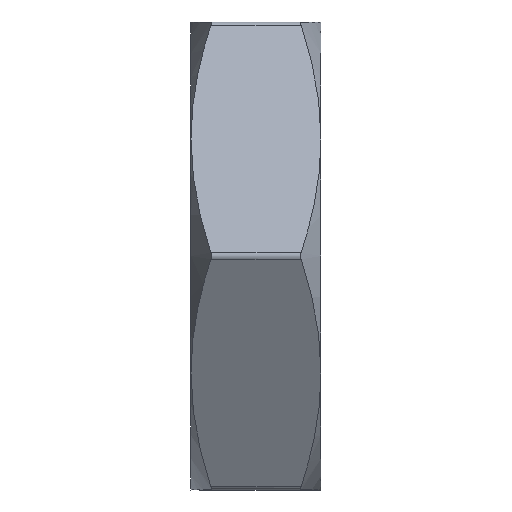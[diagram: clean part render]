
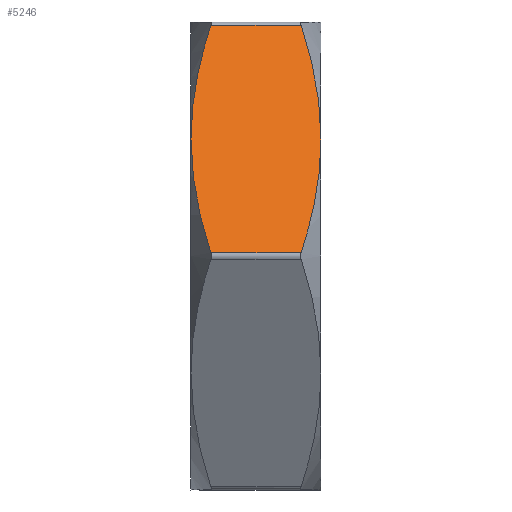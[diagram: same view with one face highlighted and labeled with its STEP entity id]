
A CAD part, left-side view. The second image highlights one B-rep face of the part: STEP entity #5246.
In plain terms, the highlighted planar face has unit normal (-0.866, 0, 0.5).
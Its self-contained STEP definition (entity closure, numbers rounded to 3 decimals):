
#367 = EDGE_CURVE ( 'NONE', #11464, #614, #12959, .T. ) ;
#614 = VERTEX_POINT ( 'NONE', #13413 ) ;
#803 = CARTESIAN_POINT ( 'NONE',  ( -16.449, -5., 7.51 ) ) ;
#1031 = CARTESIAN_POINT ( 'NONE',  ( -12.193, -4.324, 14.881 ) ) ;
#1071 = CARTESIAN_POINT ( 'NONE',  ( -20.64, 5., 0.25 ) ) ;
#1642 = EDGE_CURVE ( 'NONE', #5722, #7053, #6084, .T. ) ;
#1716 = VERTEX_POINT ( 'NONE', #15152 ) ;
#2503 = CARTESIAN_POINT ( 'NONE',  ( -20.785, 5., 0. ) ) ;
#2692 = LINE ( 'NONE', #13779, #3893 ) ;
#2810 = CARTESIAN_POINT ( 'NONE',  ( -13.878, 4.855, 11.962 ) ) ;
#2895 = CARTESIAN_POINT ( 'NONE',  ( -16.447, 4.956, 7.514 ) ) ;
#3360 = CARTESIAN_POINT ( 'NONE',  ( -10.537, 3.475, 17.75 ) ) ;
#3494 = CARTESIAN_POINT ( 'NONE',  ( -13.455, -4.722, 12.696 ) ) ;
#3893 = VECTOR ( 'NONE', #6249, 1000. ) ;
#4181 = CARTESIAN_POINT ( 'NONE',  ( -17.299, 4.825, 6.037 ) ) ;
#4229 = CARTESIAN_POINT ( 'NONE',  ( -15.803, 5., 8.629 ) ) ;
#4722 = CARTESIAN_POINT ( 'NONE',  ( -10.537, -3.475, 17.75 ) ) ;
#5200 = EDGE_CURVE ( 'NONE', #7053, #6128, #2692, .T. ) ;
#5241 = FACE_OUTER_BOUND ( 'NONE', #10647, .T. ) ;
#5246 = ADVANCED_FACE ( 'NONE', ( #5241 ), #11179, .F. ) ;
#5304 = EDGE_CURVE ( 'NONE', #6128, #1716, #7647, .T. ) ;
#5400 = CARTESIAN_POINT ( 'NONE',  ( -15.588, 5., 9. ) ) ;
#5425 = CARTESIAN_POINT ( 'NONE',  ( -16.018, 4.991, 8.256 ) ) ;
#5722 = VERTEX_POINT ( 'NONE', #7434 ) ;
#5850 = CARTESIAN_POINT ( 'NONE',  ( -18.981, -4.326, 3.124 ) ) ;
#6084 = B_SPLINE_CURVE_WITH_KNOTS ( 'NONE', 3,
 ( #8541, #13498, #7228, #12169, #13445, #11005, #3494, #1031, #15977, #4722 ),
 .UNSPECIFIED., .F., .F.,
 ( 4, 2, 2, 2, 4 ),
 ( 0.011, 0.012, 0.013, 0.016, 0.021 ),
 .UNSPECIFIED. ) ;
#6128 = VERTEX_POINT ( 'NONE', #3360 ) ;
#6244 = B_SPLINE_CURVE_WITH_KNOTS ( 'NONE', 3,
 ( #10939, #12098, #5850, #8378, #803, #12155 ),
 .UNSPECIFIED., .F., .F.,
 ( 4, 2, 4 ),
 ( 0., 0.005, 0.011 ),
 .UNSPECIFIED. ) ;
#6249 = DIRECTION ( 'NONE',  ( 0., 1., 0. ) ) ;
#6634 = CARTESIAN_POINT ( 'NONE',  ( -19.816, 3.941, 1.678 ) ) ;
#6683 = CARTESIAN_POINT ( 'NONE',  ( -20.64, 3.475, 0.25 ) ) ;
#7053 = VERTEX_POINT ( 'NONE', #10228 ) ;
#7228 = CARTESIAN_POINT ( 'NONE',  ( -15.159, -4.991, 9.744 ) ) ;
#7434 = CARTESIAN_POINT ( 'NONE',  ( -15.588, -5., 9. ) ) ;
#7647 = B_SPLINE_CURVE_WITH_KNOTS ( 'NONE', 3,
 ( #7700, #10391, #15268, #2810, #11599, #5400 ),
 .UNSPECIFIED., .F., .F.,
 ( 4, 2, 4 ),
 ( 0., 0.005, 0.011 ),
 .UNSPECIFIED. ) ;
#7700 = CARTESIAN_POINT ( 'NONE',  ( -10.537, 3.475, 17.75 ) ) ;
#8371 = CARTESIAN_POINT ( 'NONE',  ( -20.64, 3.475, 0.25 ) ) ;
#8378 = CARTESIAN_POINT ( 'NONE',  ( -17.299, -4.855, 6.038 ) ) ;
#8433 = B_SPLINE_CURVE_WITH_KNOTS ( 'NONE', 3,
 ( #12904, #4229, #5425, #2895, #14400, #4181, #14221, #10518, #6634, #6683 ),
 .UNSPECIFIED., .F., .F.,
 ( 4, 2, 2, 2, 4 ),
 ( 0.011, 0.012, 0.013, 0.016, 0.021 ),
 .UNSPECIFIED. ) ;
#8541 = CARTESIAN_POINT ( 'NONE',  ( -15.588, -5., 9. ) ) ;
#8959 = DIRECTION ( 'NONE',  ( 0., -1., 0. ) ) ;
#9253 = EDGE_CURVE ( 'NONE', #1716, #11464, #8433, .T. ) ;
#10228 = CARTESIAN_POINT ( 'NONE',  ( -10.537, -3.475, 17.75 ) ) ;
#10282 = ORIENTED_EDGE ( 'NONE', *, *, #9253, .T. ) ;
#10300 = ORIENTED_EDGE ( 'NONE', *, *, #1642, .T. ) ;
#10391 = CARTESIAN_POINT ( 'NONE',  ( -11.363, 3.942, 16.318 ) ) ;
#10518 = CARTESIAN_POINT ( 'NONE',  ( -18.984, 4.324, 3.119 ) ) ;
#10647 = EDGE_LOOP ( 'NONE', ( #10282, #14435, #14284, #10300, #13523, #15627 ) ) ;
#10939 = CARTESIAN_POINT ( 'NONE',  ( -20.64, -3.475, 0.25 ) ) ;
#10990 = VECTOR ( 'NONE', #8959, 1000. ) ;
#11005 = CARTESIAN_POINT ( 'NONE',  ( -13.878, -4.825, 11.963 ) ) ;
#11179 = PLANE ( 'NONE',  #12213 ) ;
#11283 = DIRECTION ( 'NONE',  ( -0.5, 0., -0.866 ) ) ;
#11464 = VERTEX_POINT ( 'NONE', #8371 ) ;
#11599 = CARTESIAN_POINT ( 'NONE',  ( -14.728, 5., 10.49 ) ) ;
#12098 = CARTESIAN_POINT ( 'NONE',  ( -19.814, -3.942, 1.682 ) ) ;
#12155 = CARTESIAN_POINT ( 'NONE',  ( -15.588, -5., 9. ) ) ;
#12169 = CARTESIAN_POINT ( 'NONE',  ( -14.73, -4.956, 10.486 ) ) ;
#12213 = AXIS2_PLACEMENT_3D ( 'NONE', #2503, #13729, #11283 ) ;
#12246 = EDGE_CURVE ( 'NONE', #614, #5722, #6244, .T. ) ;
#12904 = CARTESIAN_POINT ( 'NONE',  ( -15.588, 5., 9. ) ) ;
#12959 = LINE ( 'NONE', #1071, #10990 ) ;
#13413 = CARTESIAN_POINT ( 'NONE',  ( -20.64, -3.475, 0.25 ) ) ;
#13445 = CARTESIAN_POINT ( 'NONE',  ( -14.517, -4.929, 10.857 ) ) ;
#13498 = CARTESIAN_POINT ( 'NONE',  ( -15.374, -5., 9.371 ) ) ;
#13523 = ORIENTED_EDGE ( 'NONE', *, *, #5200, .T. ) ;
#13729 = DIRECTION ( 'NONE',  ( 0.866, 0., -0.5 ) ) ;
#13779 = CARTESIAN_POINT ( 'NONE',  ( -10.537, 5., 17.75 ) ) ;
#14221 = CARTESIAN_POINT ( 'NONE',  ( -17.722, 4.722, 5.304 ) ) ;
#14284 = ORIENTED_EDGE ( 'NONE', *, *, #12246, .T. ) ;
#14400 = CARTESIAN_POINT ( 'NONE',  ( -16.66, 4.929, 7.143 ) ) ;
#14435 = ORIENTED_EDGE ( 'NONE', *, *, #367, .T. ) ;
#15152 = CARTESIAN_POINT ( 'NONE',  ( -15.588, 5., 9. ) ) ;
#15268 = CARTESIAN_POINT ( 'NONE',  ( -12.196, 4.326, 14.876 ) ) ;
#15627 = ORIENTED_EDGE ( 'NONE', *, *, #5304, .T. ) ;
#15977 = CARTESIAN_POINT ( 'NONE',  ( -11.361, -3.941, 16.322 ) ) ;
